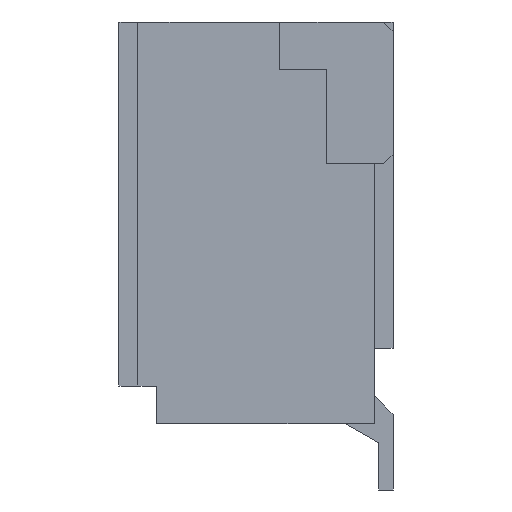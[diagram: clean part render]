
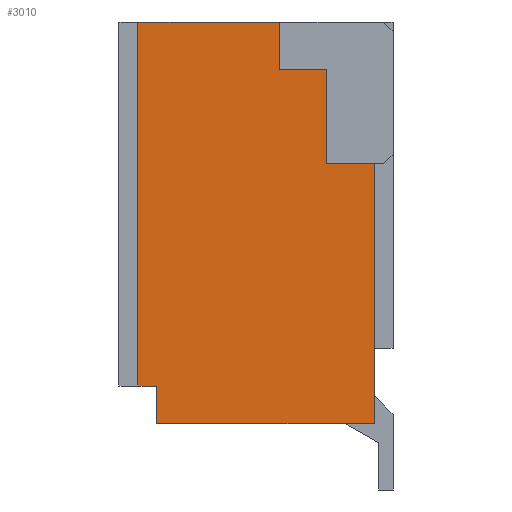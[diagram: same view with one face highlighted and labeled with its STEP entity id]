
A CAD part, left-side view. The second image highlights one B-rep face of the part: STEP entity #3010.
In plain terms, the highlighted planar face has unit normal (-1, 0, 0).
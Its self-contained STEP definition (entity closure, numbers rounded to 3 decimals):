
#60=FACE_OUTER_BOUND('',#242,.T.);
#242=EDGE_LOOP('',(#2011,#2012,#2013,#2014,#2015,#2016,#2017,#2018,#2019,
#2020));
#425=LINE('',#4205,#851);
#433=LINE('',#4220,#859);
#448=LINE('',#4250,#874);
#449=LINE('',#4252,#875);
#450=LINE('',#4254,#876);
#451=LINE('',#4256,#877);
#452=LINE('',#4258,#878);
#453=LINE('',#4260,#879);
#454=LINE('',#4262,#880);
#455=LINE('',#4263,#881);
#851=VECTOR('',#3402,3.85);
#859=VECTOR('',#3416,1.5);
#874=VECTOR('',#3433,0.2);
#875=VECTOR('',#3434,0.4);
#876=VECTOR('',#3435,2.3);
#877=VECTOR('',#3436,2.75);
#878=VECTOR('',#3437,0.5);
#879=VECTOR('',#3438,1.);
#880=VECTOR('',#3439,0.5);
#881=VECTOR('',#3440,0.5);
#1275=VERTEX_POINT('',#4201);
#1277=VERTEX_POINT('',#4204);
#1281=VERTEX_POINT('',#4219);
#1295=VERTEX_POINT('',#4249);
#1296=VERTEX_POINT('',#4251);
#1297=VERTEX_POINT('',#4253);
#1298=VERTEX_POINT('',#4255);
#1299=VERTEX_POINT('',#4257);
#1300=VERTEX_POINT('',#4259);
#1301=VERTEX_POINT('',#4261);
#1553=EDGE_CURVE('',#1277,#1275,#425,.T.);
#1561=EDGE_CURVE('',#1277,#1281,#433,.T.);
#1576=EDGE_CURVE('',#1275,#1295,#448,.T.);
#1577=EDGE_CURVE('',#1295,#1296,#449,.T.);
#1578=EDGE_CURVE('',#1296,#1297,#450,.T.);
#1579=EDGE_CURVE('',#1297,#1298,#451,.T.);
#1580=EDGE_CURVE('',#1298,#1299,#452,.T.);
#1581=EDGE_CURVE('',#1299,#1300,#453,.T.);
#1582=EDGE_CURVE('',#1300,#1301,#454,.T.);
#1583=EDGE_CURVE('',#1301,#1281,#455,.T.);
#2011=ORIENTED_EDGE('',*,*,#1553,.T.);
#2012=ORIENTED_EDGE('',*,*,#1576,.T.);
#2013=ORIENTED_EDGE('',*,*,#1577,.T.);
#2014=ORIENTED_EDGE('',*,*,#1578,.T.);
#2015=ORIENTED_EDGE('',*,*,#1579,.T.);
#2016=ORIENTED_EDGE('',*,*,#1580,.T.);
#2017=ORIENTED_EDGE('',*,*,#1581,.T.);
#2018=ORIENTED_EDGE('',*,*,#1582,.T.);
#2019=ORIENTED_EDGE('',*,*,#1583,.T.);
#2020=ORIENTED_EDGE('',*,*,#1561,.F.);
#2829=PLANE('',#3207);
#3010=ADVANCED_FACE('',(#60),#2829,.T.);
#3207=AXIS2_PLACEMENT_3D('',#4248,#3431,#3432);
#3402=DIRECTION('',(0.,0.,-1.));
#3416=DIRECTION('',(0.,-1.,0.));
#3431=DIRECTION('center_axis',(-1.,0.,0.));
#3432=DIRECTION('ref_axis',(0.,0.,1.));
#3433=DIRECTION('',(0.,-1.,0.));
#3434=DIRECTION('',(0.,0.,-1.));
#3435=DIRECTION('',(0.,-1.,0.));
#3436=DIRECTION('',(0.,0.,1.));
#3437=DIRECTION('',(0.,1.,0.));
#3438=DIRECTION('',(0.,0.,1.));
#3439=DIRECTION('',(0.,1.,0.));
#3440=DIRECTION('',(0.,0.,1.));
#4201=CARTESIAN_POINT('',(0.,2.7,-3.85));
#4204=CARTESIAN_POINT('',(0.,2.7,0.));
#4205=CARTESIAN_POINT('',(0.,2.7,0.));
#4219=CARTESIAN_POINT('',(0.,1.2,0.));
#4220=CARTESIAN_POINT('',(0.,2.9,0.));
#4248=CARTESIAN_POINT('Origin',(0.,2.9,0.));
#4249=CARTESIAN_POINT('',(0.,2.5,-3.85));
#4250=CARTESIAN_POINT('',(0.,2.9,-3.85));
#4251=CARTESIAN_POINT('',(0.,2.5,-4.25));
#4252=CARTESIAN_POINT('',(0.,2.5,-1.925));
#4253=CARTESIAN_POINT('',(0.,0.2,-4.25));
#4254=CARTESIAN_POINT('',(0.,2.9,-4.25));
#4255=CARTESIAN_POINT('',(0.,0.2,-1.5));
#4256=CARTESIAN_POINT('',(0.,0.2,-2.125));
#4257=CARTESIAN_POINT('',(0.,0.7,-1.5));
#4258=CARTESIAN_POINT('',(0.,1.8,-1.5));
#4259=CARTESIAN_POINT('',(0.,0.7,-0.5));
#4260=CARTESIAN_POINT('',(0.,0.7,-0.25));
#4261=CARTESIAN_POINT('',(0.,1.2,-0.5));
#4262=CARTESIAN_POINT('',(0.,2.05,-0.5));
#4263=CARTESIAN_POINT('',(0.,1.2,0.));
